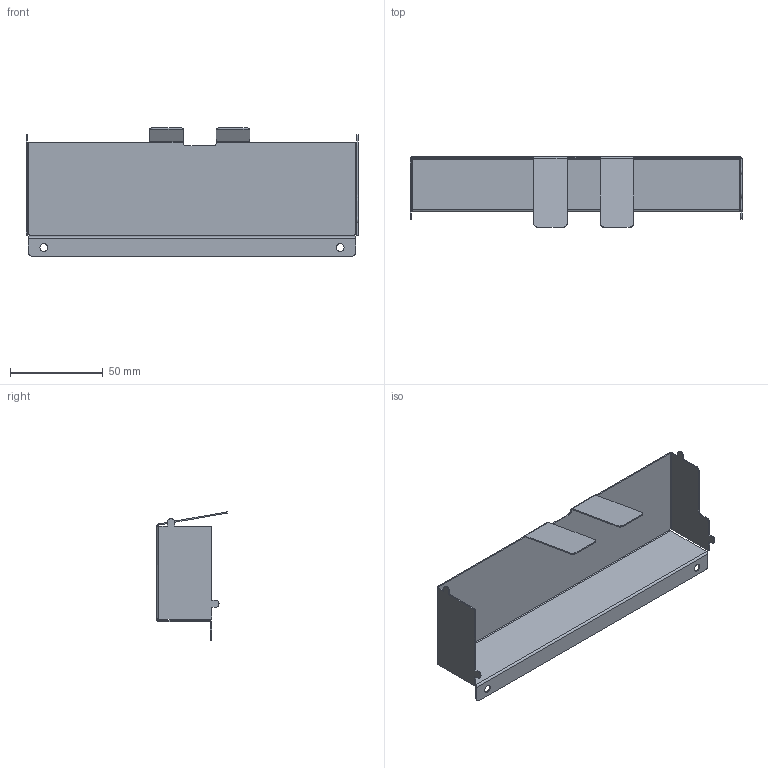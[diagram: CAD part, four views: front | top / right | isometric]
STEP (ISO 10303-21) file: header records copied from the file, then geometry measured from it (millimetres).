
FILE_DESCRIPTION (( 'STEP AP214' ), '1' );
FILE_NAME ('1251-B.STEP', '2016-07-25T07:53:51', ( '' ), ( '' ), 'SwSTEP 2.0', 'SolidWorks 2015', '' );
FILE_SCHEMA (( 'AUTOMOTIVE_DESIGN' ));
Length unit declared in the file: millimetre
Products named in the file (1): 1251-B
Bounding box: 179.26 x 38.05 x 69.27 mm (x, y, z)
Volume: 12623.2 mm3; surface area: 40613.2 mm2
Topology: 1 solids, 1 shells, 103 faces, 255 edges, 154 vertices
Faces by surface type: plane 62, cylinder 37, bspline 4
Entity records: 3137 total; most frequent: CARTESIAN_POINT 661, ORIENTED_EDGE 510, DIRECTION 505, EDGE_CURVE 255, VECTOR 173, LINE 173, AXIS2_PLACEMENT_3D 166, VERTEX_POINT 154
